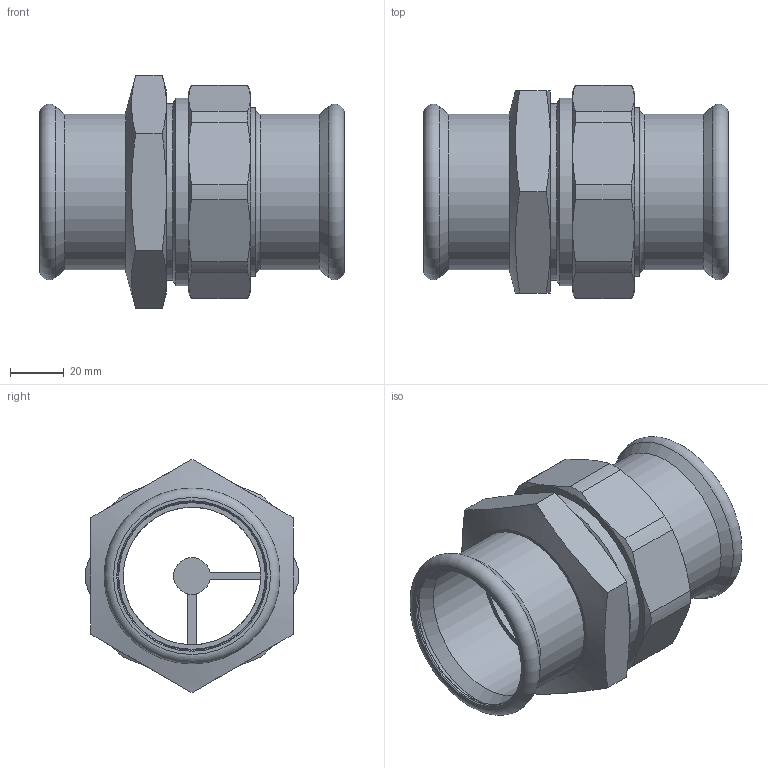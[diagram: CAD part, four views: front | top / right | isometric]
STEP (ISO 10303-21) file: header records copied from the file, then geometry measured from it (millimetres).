
FILE_DESCRIPTION(/* description */ (''),/* implementation_level */ '2;1');
FILE_NAME(/* name */ '35326.stp',/* time_stamp */ '2014-04-01T20:50:05+02:00',/* author */ ('bruh'),/* organization */ (''),/* preprocessor_version */ 'ST-DEVELOPER v15.2',/* originating_system */ 'Autodesk Inventor 2014',/* authorisation */ '');
FILE_SCHEMA (('AUTOMOTIVE_DESIGN { 1 0 10303 214 3 1 1 }'));
Length unit declared in the file: millimetre
Products named in the file (5): 102039; 101251; 101140; 400789; 35326
Bounding box: 113 x 78.98 x 86.6 mm (x, y, z)
Volume: 126472.2 mm3; surface area: 64469.5 mm2
Topology: 3 solids, 3 shells, 99 faces, 218 edges, 132 vertices
Faces by surface type: cone 35, plane 33, cylinder 24, torus 7
Full cylindrical faces by diameter (mm): 51 x2, 54.4 x2, 55 x2, 57.7 x2, 62.5 x2, 62.6 x1, 65.4 x1, 66.44 x1, 69.398 x1
Entity records: 2623 total; most frequent: CARTESIAN_POINT 510, DIRECTION 432, ORIENTED_EDGE 354, AXIS2_PLACEMENT_3D 197, EDGE_CURVE 177, EDGE_LOOP 146, VERTEX_POINT 125, ADVANCED_FACE 99
